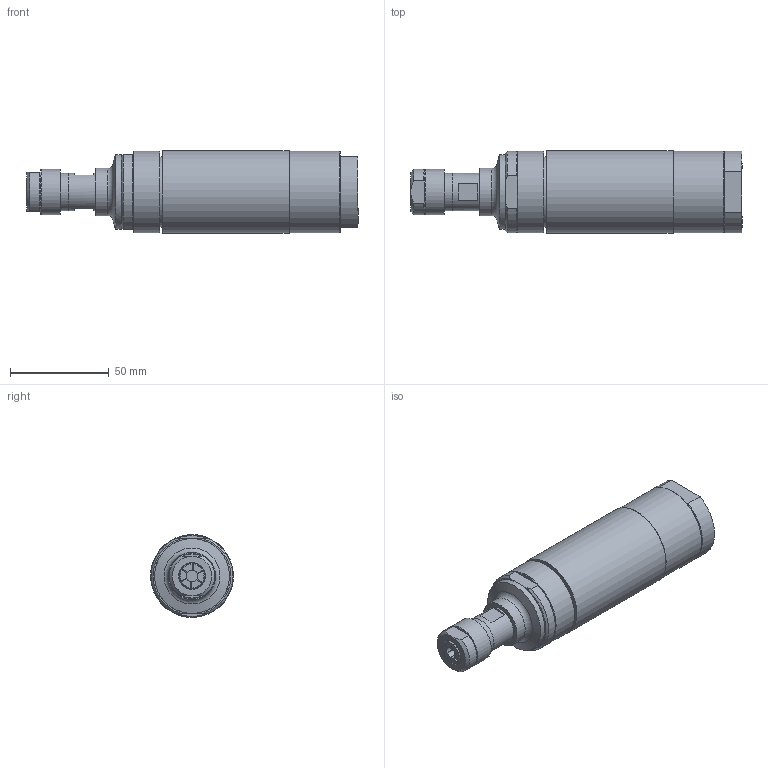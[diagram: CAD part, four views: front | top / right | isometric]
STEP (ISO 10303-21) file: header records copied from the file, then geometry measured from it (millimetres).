
FILE_DESCRIPTION(/* description */ (''),/* implementation_level */ '2;1');
FILE_NAME(/* name */ 'EBM 2400 SL_60003867.stp',/* time_stamp */ '2019-01-09T13:30:07+01:00',/* author */ ('flambert'),/* organization */ (''),/* preprocessor_version */ 'ST-DEVELOPER v17',/* originating_system */ 'Autodesk Inventor 2018',/* authorisation */ '');
FILE_SCHEMA (('AUTOMOTIVE_DESIGN { 1 0 10303 214 3 1 1 }'));
Length unit declared in the file: millimetre
Products named in the file (1): EBM 2400 SL_60003867
Bounding box: 168.42 x 41.94 x 41.94 mm (x, y, z)
Volume: 91171.9 mm3; surface area: 46592.8 mm2
Topology: 1 solids, 3 shells, 710 faces, 2099 edges, 1397 vertices
Faces by surface type: cylinder 317, plane 198, cone 185, bspline 7, torus 3
Full cylindrical faces by diameter (mm): 2.3 x1, 3.5 x2, 4 x1, 6 x2, 8.382 x1, 10.5 x1, 11.445 x3, 13 x1, 13.2 x1, 15.1 x1, 17.917 x1, 18.98 x1, 19 x3, 19.5 x1, 23 x1, 24 x1, 28 x1, 32 x4, 34 x4, 34.376 x2, 36 x3, 36.789 x1, 36.917 x1, 37.5 x1, 37.99 x1, 38 x1, 41.5 x2, 42 x1
Entity records: 25538 total; most frequent: CARTESIAN_POINT 5773, ORIENTED_EDGE 4190, DIRECTION 4006, EDGE_CURVE 2095, AXIS2_PLACEMENT_3D 1650, VERTEX_POINT 1397, CIRCLE 946, EDGE_LOOP 760
